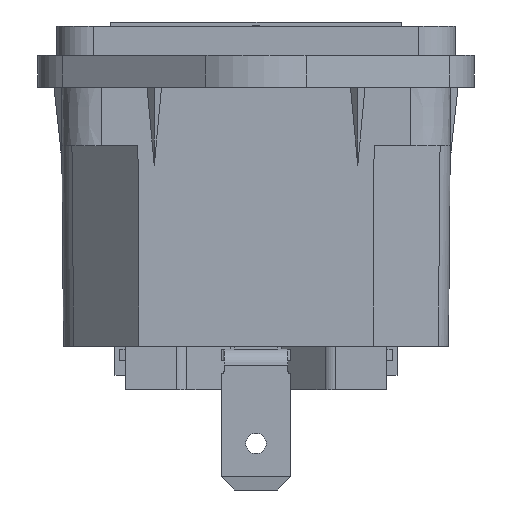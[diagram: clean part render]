
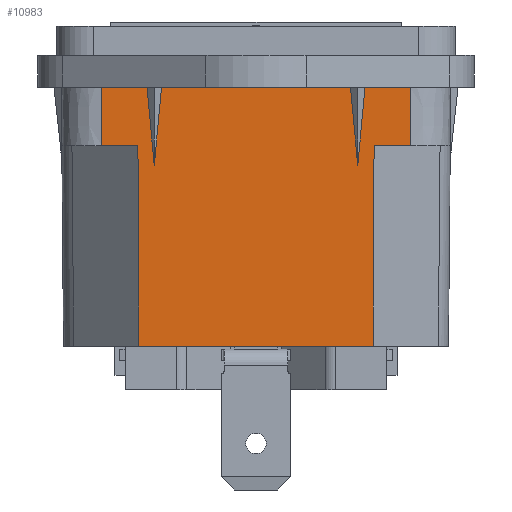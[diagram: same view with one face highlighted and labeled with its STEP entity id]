
A CAD part, front view. The second image highlights one B-rep face of the part: STEP entity #10983.
In plain terms, the highlighted planar face has unit normal (0, -1, -0.009).
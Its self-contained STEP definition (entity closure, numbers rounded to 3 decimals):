
#10255 = VERTEX_POINT ( 'NONE', #19848 ) ;
#10257 = EDGE_CURVE ( 'NONE', #10255, #10258, #19847, .T. ) ;
#10258 = VERTEX_POINT ( 'NONE', #19843 ) ;
#10264 = VERTEX_POINT ( 'NONE', #19832 ) ;
#10308 = EDGE_CURVE ( 'NONE', #10330, #10309, #19891, .T. ) ;
#10309 = VERTEX_POINT ( 'NONE', #19886 ) ;
#10319 = EDGE_CURVE ( 'NONE', #10258, #10264, #19928, .T. ) ;
#10326 = VERTEX_POINT ( 'NONE', #19910 ) ;
#10329 = EDGE_CURVE ( 'NONE', #10326, #10330, #19908, .T. ) ;
#10330 = VERTEX_POINT ( 'NONE', #19966 ) ;
#10340 = VERTEX_POINT ( 'NONE', #19944 ) ;
#10353 = VERTEX_POINT ( 'NONE', #19980 ) ;
#10394 = EDGE_CURVE ( 'NONE', #10413, #10340, #20138, .T. ) ;
#10413 = VERTEX_POINT ( 'NONE', #20357 ) ;
#10415 = EDGE_CURVE ( 'NONE', #10413, #10353, #20352, .T. ) ;
#10507 = VERTEX_POINT ( 'NONE', #20789 ) ;
#10556 = VERTEX_POINT ( 'NONE', #21058 ) ;
#10558 = EDGE_CURVE ( 'NONE', #10556, #10572, #21051, .T. ) ;
#10572 = VERTEX_POINT ( 'NONE', #21127 ) ;
#10574 = EDGE_CURVE ( 'NONE', #10572, #10507, #21123, .T. ) ;
#10643 = EDGE_CURVE ( 'NONE', #10326, #10507, #21376, .T. ) ;
#10647 = EDGE_CURVE ( 'NONE', #10255, #10309, #21366, .T. ) ;
#10717 = EDGE_CURVE ( 'NONE', #10340, #10264, #21618, .T. ) ;
#10972 = EDGE_CURVE ( 'NONE', #11053, #10353, #22226, .T. ) ;
#10973 = ORIENTED_EDGE ( 'NONE', *, *, #10415, .F. ) ;
#10974 = ORIENTED_EDGE ( 'NONE', *, *, #10394, .T. ) ;
#10975 = ORIENTED_EDGE ( 'NONE', *, *, #10717, .T. ) ;
#10976 = ORIENTED_EDGE ( 'NONE', *, *, #10319, .F. ) ;
#10977 = ORIENTED_EDGE ( 'NONE', *, *, #10257, .F. ) ;
#10978 = ORIENTED_EDGE ( 'NONE', *, *, #10647, .T. ) ;
#10982 = EDGE_CURVE ( 'NONE', #11004, #10556, #22203, .T. ) ;
#10983 = ADVANCED_FACE ( 'NONE', ( #22197 ), #22191, .T. ) ;
#10984 = EDGE_LOOP ( 'NONE', ( #10985, #10986, #10987, #10988, #10989, #10990, #10991, #11054, #10973, #10974, #10975, #10976, #10977, #10978 ) ) ;
#10985 = ORIENTED_EDGE ( 'NONE', *, *, #10308, .F. ) ;
#10986 = ORIENTED_EDGE ( 'NONE', *, *, #10329, .F. ) ;
#10987 = ORIENTED_EDGE ( 'NONE', *, *, #10643, .T. ) ;
#10988 = ORIENTED_EDGE ( 'NONE', *, *, #10574, .F. ) ;
#10989 = ORIENTED_EDGE ( 'NONE', *, *, #10558, .F. ) ;
#10990 = ORIENTED_EDGE ( 'NONE', *, *, #10982, .F. ) ;
#10991 = ORIENTED_EDGE ( 'NONE', *, *, #11052, .T. ) ;
#11004 = VERTEX_POINT ( 'NONE', #22298 ) ;
#11052 = EDGE_CURVE ( 'NONE', #11004, #11053, #22441, .T. ) ;
#11053 = VERTEX_POINT ( 'NONE', #22434 ) ;
#11054 = ORIENTED_EDGE ( 'NONE', *, *, #10972, .T. ) ;
#19832 = CARTESIAN_POINT ( 'NONE',  ( 7.5, -9.45, -2.2 ) ) ;
#19843 = CARTESIAN_POINT ( 'NONE',  ( 7., -9.403, -7.559 ) ) ;
#19844 = DIRECTION ( 'NONE',  ( 0.093, 0.009, -0.996 ) ) ;
#19845 = VECTOR ( 'NONE', #19844, 1000. ) ;
#19846 = CARTESIAN_POINT ( 'NONE',  ( 6.349, -9.464, -0.582 ) ) ;
#19847 = LINE ( 'NONE', #19846, #19845 ) ;
#19848 = CARTESIAN_POINT ( 'NONE',  ( 6.5, -9.45, -2.2 ) ) ;
#19886 = CARTESIAN_POINT ( 'NONE',  ( -6.5, -9.45, -2.2 ) ) ;
#19887 = DIRECTION ( 'NONE',  ( 0.093, -0.009, 0.996 ) ) ;
#19888 = VECTOR ( 'NONE', #19887, 1000. ) ;
#19890 = CARTESIAN_POINT ( 'NONE',  ( -6.539, -9.446, -2.616 ) ) ;
#19891 = LINE ( 'NONE', #19890, #19888 ) ;
#19905 = DIRECTION ( 'NONE',  ( 0.093, 0.009, -0.996 ) ) ;
#19906 = VECTOR ( 'NONE', #19905, 1000. ) ;
#19907 = CARTESIAN_POINT ( 'NONE',  ( -7.53, -9.453, -1.876 ) ) ;
#19908 = LINE ( 'NONE', #19907, #19906 ) ;
#19910 = CARTESIAN_POINT ( 'NONE',  ( -7.5, -9.45, -2.2 ) ) ;
#19925 = DIRECTION ( 'NONE',  ( 0.093, -0.009, 0.996 ) ) ;
#19926 = VECTOR ( 'NONE', #19925, 1000. ) ;
#19927 = CARTESIAN_POINT ( 'NONE',  ( 7.34, -9.435, -3.911 ) ) ;
#19928 = LINE ( 'NONE', #19927, #19926 ) ;
#19944 = CARTESIAN_POINT ( 'NONE',  ( 10.6, -9.45, -2.2 ) ) ;
#19966 = CARTESIAN_POINT ( 'NONE',  ( -7., -9.403, -7.559 ) ) ;
#19980 = CARTESIAN_POINT ( 'NONE',  ( 8.122, -9.415, -6.2 ) ) ;
#20135 = DIRECTION ( 'NONE',  ( 0., -0.009, 1. ) ) ;
#20137 = CARTESIAN_POINT ( 'NONE',  ( 10.6, -9.45, -2.2 ) ) ;
#20138 = LINE ( 'NONE', #20137, #20150 ) ;
#20150 = VECTOR ( 'NONE', #20135, 1000. ) ;
#20347 = DIRECTION ( 'NONE',  ( -1., 0., 0. ) ) ;
#20348 = VECTOR ( 'NONE', #20347, 1000. ) ;
#20350 = CARTESIAN_POINT ( 'NONE',  ( -11., -9.415, -6.2 ) ) ;
#20352 = LINE ( 'NONE', #20350, #20348 ) ;
#20357 = CARTESIAN_POINT ( 'NONE',  ( 10.6, -9.415, -6.2 ) ) ;
#20789 = CARTESIAN_POINT ( 'NONE',  ( -10.6, -9.45, -2.2 ) ) ;
#21046 = DIRECTION ( 'NONE',  ( -1., 0., 0. ) ) ;
#21047 = VECTOR ( 'NONE', #21046, 1000. ) ;
#21049 = CARTESIAN_POINT ( 'NONE',  ( -10.6, -9.415, -6.2 ) ) ;
#21051 = LINE ( 'NONE', #21049, #21047 ) ;
#21058 = CARTESIAN_POINT ( 'NONE',  ( -8.122, -9.415, -6.2 ) ) ;
#21118 = DIRECTION ( 'NONE',  ( 0., -0.009, 1. ) ) ;
#21119 = VECTOR ( 'NONE', #21118, 1000. ) ;
#21121 = CARTESIAN_POINT ( 'NONE',  ( -10.6, -9.45, -2.2 ) ) ;
#21123 = LINE ( 'NONE', #21121, #21119 ) ;
#21127 = CARTESIAN_POINT ( 'NONE',  ( -10.6, -9.415, -6.2 ) ) ;
#21361 = DIRECTION ( 'NONE',  ( -1., 0., 0. ) ) ;
#21362 = VECTOR ( 'NONE', #21361, 1000. ) ;
#21364 = CARTESIAN_POINT ( 'NONE',  ( -11., -9.45, -2.2 ) ) ;
#21366 = LINE ( 'NONE', #21364, #21362 ) ;
#21371 = DIRECTION ( 'NONE',  ( -1., 0., 0. ) ) ;
#21373 = VECTOR ( 'NONE', #21371, 1000. ) ;
#21374 = CARTESIAN_POINT ( 'NONE',  ( -11., -9.45, -2.2 ) ) ;
#21376 = LINE ( 'NONE', #21374, #21373 ) ;
#21613 = DIRECTION ( 'NONE',  ( -1., 0., 0. ) ) ;
#21615 = VECTOR ( 'NONE', #21613, 1000. ) ;
#21617 = CARTESIAN_POINT ( 'NONE',  ( -11., -9.45, -2.2 ) ) ;
#21618 = LINE ( 'NONE', #21617, #21615 ) ;
#22184 = DIRECTION ( 'NONE',  ( 0., 0.009, -1. ) ) ;
#22186 = DIRECTION ( 'NONE',  ( 0., -1., -0.009 ) ) ;
#22188 = CARTESIAN_POINT ( 'NONE',  ( -11., -9.45, -2.2 ) ) ;
#22190 = AXIS2_PLACEMENT_3D ( 'NONE', #22188, #22186, #22184 ) ;
#22191 = PLANE ( 'NONE',  #22190 ) ;
#22197 = FACE_OUTER_BOUND ( 'NONE', #10984, .T. ) ;
#22199 = DIRECTION ( 'NONE',  ( -0.004, -0.009, 1. ) ) ;
#22200 = VECTOR ( 'NONE', #22199, 1000. ) ;
#22202 = CARTESIAN_POINT ( 'NONE',  ( -8.137, -9.45, -2.214 ) ) ;
#22203 = LINE ( 'NONE', #22202, #22200 ) ;
#22221 = DIRECTION ( 'NONE',  ( 0.004, -0.009, 1. ) ) ;
#22223 = VECTOR ( 'NONE', #22221, 1000. ) ;
#22225 = CARTESIAN_POINT ( 'NONE',  ( 8.137, -9.449, -2.271 ) ) ;
#22226 = LINE ( 'NONE', #22225, #22223 ) ;
#22298 = CARTESIAN_POINT ( 'NONE',  ( -8.071, -9.295, -20. ) ) ;
#22434 = CARTESIAN_POINT ( 'NONE',  ( 8.071, -9.295, -20. ) ) ;
#22436 = DIRECTION ( 'NONE',  ( 1., 0., 0. ) ) ;
#22437 = VECTOR ( 'NONE', #22436, 1000. ) ;
#22440 = CARTESIAN_POINT ( 'NONE',  ( -11., -9.295, -20. ) ) ;
#22441 = LINE ( 'NONE', #22440, #22437 ) ;
